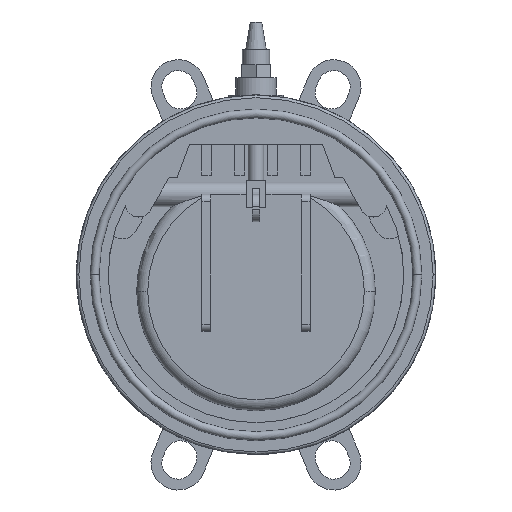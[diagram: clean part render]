
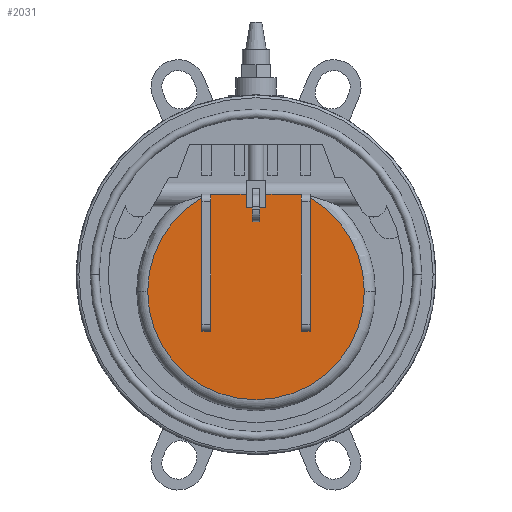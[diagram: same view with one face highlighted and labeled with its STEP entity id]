
A CAD part, front view. The second image highlights one B-rep face of the part: STEP entity #2031.
In plain terms, the highlighted planar face has unit normal (0, -1, 0).
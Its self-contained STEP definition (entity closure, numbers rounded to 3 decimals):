
#2031=ADVANCED_FACE('',(#4164),#4165,.T.);
#4164=FACE_OUTER_BOUND('',#6311,.T.);
#4165=PLANE('',#6312);
#6311=EDGE_LOOP('',(#12514,#12515,#12516,#12517,#12518,#12519,#12520,#12521,#12522,#12523,#12524,#12525,#12526,#12527));
#6312=AXIS2_PLACEMENT_3D('',#12528,#12529,#12530);
#12514=ORIENTED_EDGE('',*,*,#15182,.T.);
#12515=ORIENTED_EDGE('',*,*,#15183,.T.);
#12516=ORIENTED_EDGE('',*,*,#15138,.T.);
#12517=ORIENTED_EDGE('',*,*,#15155,.T.);
#12518=ORIENTED_EDGE('',*,*,#15184,.T.);
#12519=ORIENTED_EDGE('',*,*,#15185,.T.);
#12520=ORIENTED_EDGE('',*,*,#12796,.T.);
#12521=ORIENTED_EDGE('',*,*,#12792,.T.);
#12522=ORIENTED_EDGE('',*,*,#15178,.T.);
#12523=ORIENTED_EDGE('',*,*,#15135,.T.);
#12524=ORIENTED_EDGE('',*,*,#15131,.T.);
#12525=ORIENTED_EDGE('',*,*,#15186,.T.);
#12526=ORIENTED_EDGE('',*,*,#15187,.T.);
#12527=ORIENTED_EDGE('',*,*,#15167,.T.);
#12528=CARTESIAN_POINT('',(0.0,-34.113,-12.188));
#12529=DIRECTION('',(0.0,-1.0,0.0));
#12530=DIRECTION('',(1.0,0.0,0.0));
#12792=EDGE_CURVE('',#15313,#15317,#15319,.T.);
#12796=EDGE_CURVE('',#15321,#15313,#15324,.T.);
#15131=EDGE_CURVE('',#18788,#18789,#18790,.T.);
#15135=EDGE_CURVE('',#18794,#18788,#18795,.T.);
#15138=EDGE_CURVE('',#18798,#18799,#18800,.T.);
#15155=EDGE_CURVE('',#18799,#18825,#18826,.T.);
#15167=EDGE_CURVE('',#18839,#18840,#18841,.T.);
#15178=EDGE_CURVE('',#15317,#18794,#18855,.T.);
#15182=EDGE_CURVE('',#18840,#18859,#18860,.T.);
#15183=EDGE_CURVE('',#18859,#18798,#18861,.T.);
#15184=EDGE_CURVE('',#18825,#18862,#18863,.T.);
#15185=EDGE_CURVE('',#18862,#15321,#18864,.T.);
#15186=EDGE_CURVE('',#18789,#18865,#18866,.T.);
#15187=EDGE_CURVE('',#18865,#18839,#18867,.T.);
#15313=VERTEX_POINT('',#19175);
#15317=VERTEX_POINT('',#19215);
#15319=CIRCLE('',#19258,79.585);
#15321=VERTEX_POINT('',#19260);
#15324=CIRCLE('',#19263,79.585);
#18788=VERTEX_POINT('',#31739);
#18789=VERTEX_POINT('',#31740);
#18790=LINE('',#31741,#31742);
#18794=VERTEX_POINT('',#31748);
#18795=LINE('',#31749,#31750);
#18798=VERTEX_POINT('',#31754);
#18799=VERTEX_POINT('',#31755);
#18800=LINE('',#31756,#31757);
#18825=VERTEX_POINT('',#31790);
#18826=LINE('',#31791,#31792);
#18839=VERTEX_POINT('',#31869);
#18840=VERTEX_POINT('',#31870);
#18841=LINE('',#31871,#31872);
#18855=LINE('',#31890,#31891);
#18859=VERTEX_POINT('',#31896);
#18860=LINE('',#31897,#31898);
#18861=LINE('',#31899,#31900);
#18862=VERTEX_POINT('',#31901);
#18863=LINE('',#31902,#31903);
#18864=CIRCLE('',#31904,79.585);
#18865=VERTEX_POINT('',#31905);
#18866=LINE('',#31906,#31907);
#18867=LINE('',#31908,#31909);
#19175=CARTESIAN_POINT('',(79.585,-34.113,-12.188));
#19215=CARTESIAN_POINT('',(39.814,-34.113,56.721));
#19258=AXIS2_PLACEMENT_3D('',#32177,#32178,#32179);
#19260=CARTESIAN_POINT('',(-79.585,-34.113,-12.188));
#19263=AXIS2_PLACEMENT_3D('',#32186,#32187,#32188);
#31739=CARTESIAN_POINT('',(33.316,-34.113,-41.6));
#31740=CARTESIAN_POINT('',(33.316,-34.113,59.163));
#31741=CARTESIAN_POINT('',(33.316,-34.113,-1.704));
#31742=VECTOR('',#34308,1.0);
#31748=CARTESIAN_POINT('',(39.814,-34.113,-41.6));
#31749=CARTESIAN_POINT('',(16.658,-34.113,-41.6));
#31750=VECTOR('',#34311,1.0);
#31754=CARTESIAN_POINT('',(-33.316,-34.113,59.163));
#31755=CARTESIAN_POINT('',(-33.316,-34.113,-41.6));
#31756=CARTESIAN_POINT('',(-33.316,-34.113,-1.704));
#31757=VECTOR('',#34313,1.0);
#31790=CARTESIAN_POINT('',(-39.814,-34.113,-41.6));
#31791=CARTESIAN_POINT('',(-19.907,-34.113,-41.6));
#31792=VECTOR('',#34334,1.0);
#31869=CARTESIAN_POINT('',(2.844,-34.113,39.163));
#31870=CARTESIAN_POINT('',(-2.844,-34.113,39.163));
#31871=CARTESIAN_POINT('',(-1.422,-34.113,39.163));
#31872=VECTOR('',#34346,1.0);
#31890=CARTESIAN_POINT('',(39.814,-34.113,-1.704));
#31891=VECTOR('',#34360,1.0);
#31896=CARTESIAN_POINT('',(-2.844,-34.113,59.163));
#31897=CARTESIAN_POINT('',(-2.844,-34.113,18.487));
#31898=VECTOR('',#34362,1.0);
#31899=CARTESIAN_POINT('',(0.0,-34.113,59.163));
#31900=VECTOR('',#34363,1.0);
#31901=CARTESIAN_POINT('',(-39.814,-34.113,56.721));
#31902=CARTESIAN_POINT('',(-39.814,-34.113,-1.704));
#31903=VECTOR('',#34364,1.0);
#31904=AXIS2_PLACEMENT_3D('',#34365,#34366,#34367);
#31905=CARTESIAN_POINT('',(2.844,-34.113,59.163));
#31906=CARTESIAN_POINT('',(0.0,-34.113,59.163));
#31907=VECTOR('',#34368,1.0);
#31908=CARTESIAN_POINT('',(2.844,-34.113,18.487));
#31909=VECTOR('',#34369,1.0);
#32177=CARTESIAN_POINT('',(0.0,-34.113,-12.188));
#32178=DIRECTION('',(0.0,-1.0,0.0));
#32179=DIRECTION('',(1.0,0.0,0.0));
#32186=CARTESIAN_POINT('',(0.0,-34.113,-12.188));
#32187=DIRECTION('',(0.0,-1.0,0.0));
#32188=DIRECTION('',(1.0,0.0,0.0));
#34308=DIRECTION('',(-0.0,0.0,1.0));
#34311=DIRECTION('',(-1.0,-0.0,-0.0));
#34313=DIRECTION('',(0.0,0.0,-1.0));
#34334=DIRECTION('',(-1.0,-0.0,-0.0));
#34346=DIRECTION('',(-1.0,-0.0,-0.0));
#34360=DIRECTION('',(0.0,0.0,-1.0));
#34362=DIRECTION('',(-0.0,0.0,1.0));
#34363=DIRECTION('',(-1.0,0.0,0.0));
#34364=DIRECTION('',(-0.0,0.0,1.0));
#34365=CARTESIAN_POINT('',(0.0,-34.113,-12.188));
#34366=DIRECTION('',(0.0,-1.0,0.0));
#34367=DIRECTION('',(1.0,0.0,0.0));
#34368=DIRECTION('',(-1.0,0.0,0.0));
#34369=DIRECTION('',(0.0,0.0,-1.0));
